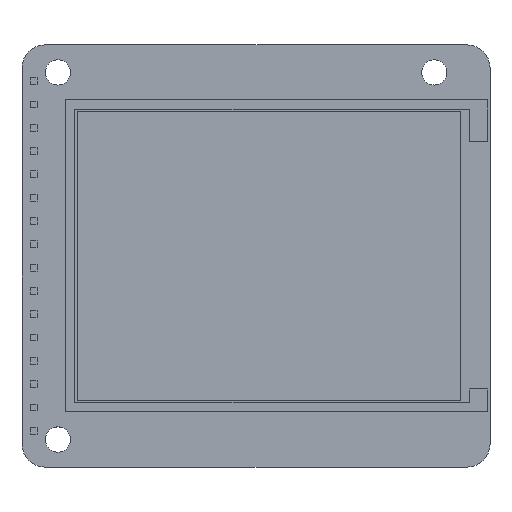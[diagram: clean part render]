
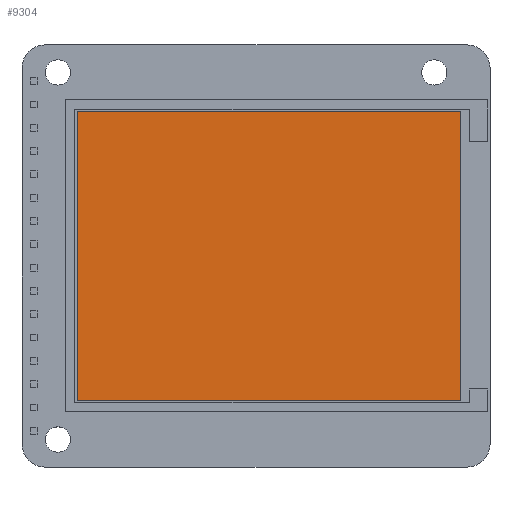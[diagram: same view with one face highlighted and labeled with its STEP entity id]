
A CAD part, top view. The second image highlights one B-rep face of the part: STEP entity #9304.
In plain terms, the highlighted planar face has unit normal (0, 0, 1).
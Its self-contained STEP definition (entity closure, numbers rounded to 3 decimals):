
#9175 = VERTEX_POINT('',#9176);
#9176 = CARTESIAN_POINT('',(-19.5,38.75,4.6));
#9182 = EDGE_CURVE('',#9175,#9183,#9185,.T.);
#9183 = VERTEX_POINT('',#9184);
#9184 = CARTESIAN_POINT('',(22.25,38.75,4.6));
#9185 = LINE('',#9186,#9187);
#9186 = CARTESIAN_POINT('',(-19.5,38.75,4.6));
#9187 = VECTOR('',#9188,1.);
#9188 = DIRECTION('',(1.,0.,0.));
#9213 = EDGE_CURVE('',#9183,#9214,#9216,.T.);
#9214 = VERTEX_POINT('',#9215);
#9215 = CARTESIAN_POINT('',(22.25,7.25,4.6));
#9216 = LINE('',#9217,#9218);
#9217 = CARTESIAN_POINT('',(22.25,38.75,4.6));
#9218 = VECTOR('',#9219,1.);
#9219 = DIRECTION('',(0.,-1.,0.));
#9244 = EDGE_CURVE('',#9214,#9245,#9247,.T.);
#9245 = VERTEX_POINT('',#9246);
#9246 = CARTESIAN_POINT('',(-19.5,7.25,4.6));
#9247 = LINE('',#9248,#9249);
#9248 = CARTESIAN_POINT('',(22.25,7.25,4.6));
#9249 = VECTOR('',#9250,1.);
#9250 = DIRECTION('',(-1.,0.,0.));
#9275 = EDGE_CURVE('',#9245,#9175,#9276,.T.);
#9276 = LINE('',#9277,#9278);
#9277 = CARTESIAN_POINT('',(-19.5,7.25,4.6));
#9278 = VECTOR('',#9279,1.);
#9279 = DIRECTION('',(0.,1.,0.));
#9304 = ADVANCED_FACE('',(#9305),#9311,.F.);
#9305 = FACE_BOUND('',#9306,.F.);
#9306 = EDGE_LOOP('',(#9307,#9308,#9309,#9310));
#9307 = ORIENTED_EDGE('',*,*,#9182,.T.);
#9308 = ORIENTED_EDGE('',*,*,#9213,.T.);
#9309 = ORIENTED_EDGE('',*,*,#9244,.T.);
#9310 = ORIENTED_EDGE('',*,*,#9275,.T.);
#9311 = PLANE('',#9312);
#9312 = AXIS2_PLACEMENT_3D('',#9313,#9314,#9315);
#9313 = CARTESIAN_POINT('',(1.375,23.,4.6));
#9314 = DIRECTION('',(0.,0.,-1.));
#9315 = DIRECTION('',(0.,-1.,0.));
